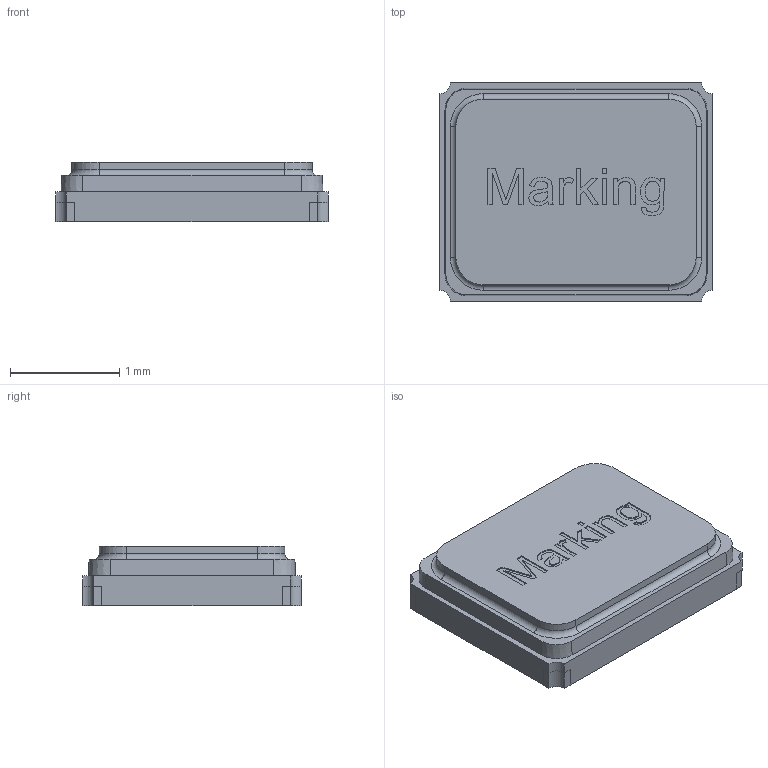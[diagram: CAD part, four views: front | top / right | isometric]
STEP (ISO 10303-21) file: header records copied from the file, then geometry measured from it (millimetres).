
FILE_DESCRIPTION(/* description */ ('Unknown'),/* implementation_level */ '2;1');
FILE_NAME(/* name */ 'FrqXTAL_CFPX-218',/* time_stamp */ '2018-09-03T12:42:41+02:00',/* author */ ('Unknown'),/* organization */ ('Unknown'),/* preprocessor_version */ 'ST-DEVELOPER v16.7',/* originating_system */ 'DEX',/* authorisation */ $);
FILE_SCHEMA (('AUTOMOTIVE_DESIGN {1 0 10303 214 3 1 1}'));
Length unit declared in the file: millimetre
Products named in the file (4): CFPX-218; Body; Pins; Cover
Assembly tree (3 placements, depth 2):
  CFPX-218
    Body
    Pins
    Cover
Bounding box: 2.5 x 2 x 0.55 mm (x, y, z)
Volume: 2.5 mm3; surface area: 30.6 mm2
Topology: 6 solids, 6 shells, 183 faces, 472 edges, 312 vertices
Faces by surface type: plane 143, cylinder 16, bspline 16, cone 4, torus 4
Entity records: 6833 total; most frequent: CARTESIAN_POINT 1814, ORIENTED_EDGE 942, DIRECTION 733, EDGE_CURVE 471, VERTEX_POINT 312, LINE 303, VECTOR 303, AXIS2_PLACEMENT_3D 215
